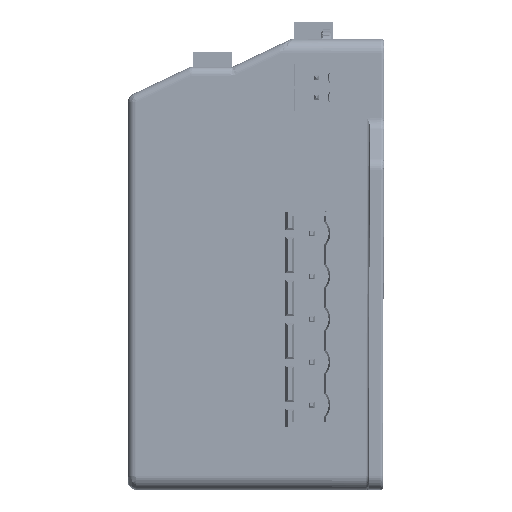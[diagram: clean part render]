
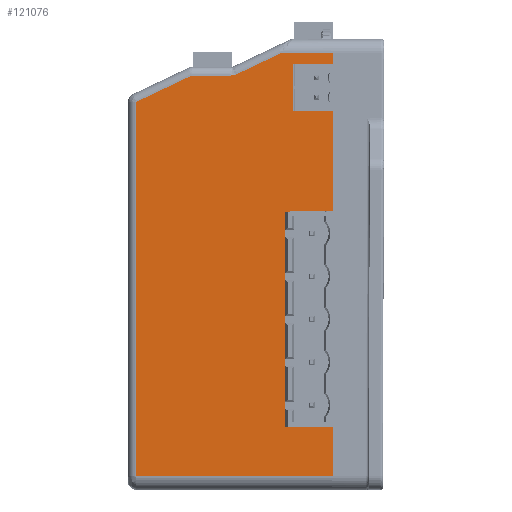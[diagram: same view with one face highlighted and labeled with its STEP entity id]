
A CAD part, left-side view. The second image highlights one B-rep face of the part: STEP entity #121076.
In plain terms, the highlighted face is planar.
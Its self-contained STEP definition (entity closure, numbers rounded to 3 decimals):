
#1224 = ORIENTED_EDGE ( 'NONE', *, *, #123195, .T. ) ;
#2032 = CARTESIAN_POINT ( 'NONE',  ( 150., 7.7, -11.125 ) ) ;
#3094 =( BOUNDED_CURVE ( )  B_SPLINE_CURVE ( 3, ( #110436, #119550, #56839, #57716 ),
 .UNSPECIFIED., .F., .F. ) 
 B_SPLINE_CURVE_WITH_KNOTS ( ( 4, 4 ),
 ( 0., 1. ),
 .UNSPECIFIED. ) 
 CURVE ( )  GEOMETRIC_REPRESENTATION_ITEM ( )  RATIONAL_B_SPLINE_CURVE ( ( 1., 0.984, 0.984, 1. ) ) 
 REPRESENTATION_ITEM ( '' )  );
#3151 = ORIENTED_EDGE ( 'NONE', *, *, #122701, .T. ) ;
#3199 = ORIENTED_EDGE ( 'NONE', *, *, #71586, .T. ) ;
#3489 = CARTESIAN_POINT ( 'NONE',  ( 150., 0., 0. ) ) ;
#3495 = ORIENTED_EDGE ( 'NONE', *, *, #51770, .T. ) ;
#5399 = VERTEX_POINT ( 'NONE', #23296 ) ;
#6992 = LINE ( 'NONE', #73976, #120534 ) ;
#8082 = EDGE_CURVE ( 'NONE', #108023, #110129, #131372, .T. ) ;
#8628 = LINE ( 'NONE', #17554, #63725 ) ;
#10653 = DIRECTION ( 'NONE',  ( 0., -1., 0. ) ) ;
#10737 = VECTOR ( 'NONE', #90783, 1000. ) ;
#11139 = ORIENTED_EDGE ( 'NONE', *, *, #42420, .F. ) ;
#12401 = VECTOR ( 'NONE', #118907, 1000. ) ;
#13598 = CARTESIAN_POINT ( 'NONE',  ( 150., 0., -2.5 ) ) ;
#17554 = CARTESIAN_POINT ( 'NONE',  ( 150., 9.261, -77.5 ) ) ;
#18627 = CARTESIAN_POINT ( 'NONE',  ( 150., 0., 0. ) ) ;
#18912 = VERTEX_POINT ( 'NONE', #2032 ) ;
#19740 = DIRECTION ( 'NONE',  ( 0., -1., 0. ) ) ;
#21157 = ORIENTED_EDGE ( 'NONE', *, *, #28444, .T. ) ;
#21264 = VECTOR ( 'NONE', #64472, 1000. ) ;
#22589 = DIRECTION ( 'NONE',  ( 0., 0., -1. ) ) ;
#22645 = CARTESIAN_POINT ( 'NONE',  ( 150., 35., 0. ) ) ;
#23086 = ORIENTED_EDGE ( 'NONE', *, *, #105424, .T. ) ;
#23296 = CARTESIAN_POINT ( 'NONE',  ( 150., 18.339, -73.5 ) ) ;
#25499 = ORIENTED_EDGE ( 'NONE', *, *, #106596, .T. ) ;
#26465 = CARTESIAN_POINT ( 'NONE',  ( 150., 0., -67.225 ) ) ;
#26878 = EDGE_CURVE ( 'NONE', #96232, #50169, #26936, .T. ) ;
#26936 = LINE ( 'NONE', #81716, #10737 ) ;
#28444 = EDGE_CURVE ( 'NONE', #53595, #33872, #33224, .T. ) ;
#28966 = VECTOR ( 'NONE', #57283, 1000. ) ;
#29256 = VERTEX_POINT ( 'NONE', #13598 ) ;
#29510 = DIRECTION ( 'NONE',  ( 0., 0., -1. ) ) ;
#29738 = EDGE_CURVE ( 'NONE', #50685, #18912, #56377, .T. ) ;
#31901 = ORIENTED_EDGE ( 'NONE', *, *, #26878, .T. ) ;
#33224 = LINE ( 'NONE', #34965, #104763 ) ;
#33358 = EDGE_CURVE ( 'NONE', #5399, #44281, #3094, .T. ) ;
#33737 = LINE ( 'NONE', #113678, #75829 ) ;
#33827 = VECTOR ( 'NONE', #108238, 1000. ) ;
#33872 = VERTEX_POINT ( 'NONE', #67580 ) ;
#34543 = CARTESIAN_POINT ( 'NONE',  ( 150., 7., -67.225 ) ) ;
#34965 = CARTESIAN_POINT ( 'NONE',  ( 150., 0., -75.525 ) ) ;
#35579 = CARTESIAN_POINT ( 'NONE',  ( 150., 25.161, -73.5 ) ) ;
#37222 = VECTOR ( 'NONE', #22589, 1000. ) ;
#39083 = AXIS2_PLACEMENT_3D ( 'NONE', #3489, #107356, #85959 ) ;
#40671 = VECTOR ( 'NONE', #109685, 1000. ) ;
#40741 = VERTEX_POINT ( 'NONE', #103010 ) ;
#42420 = EDGE_CURVE ( 'NONE', #55729, #131104, #86020, .T. ) ;
#43606 = ORIENTED_EDGE ( 'NONE', *, *, #8082, .T. ) ;
#43887 = CARTESIAN_POINT ( 'NONE',  ( 150., 0., 0. ) ) ;
#44281 = VERTEX_POINT ( 'NONE', #92168 ) ;
#44404 = LINE ( 'NONE', #47577, #73651 ) ;
#45002 = ORIENTED_EDGE ( 'NONE', *, *, #128074, .T. ) ;
#45382 = DIRECTION ( 'NONE',  ( 0., -1., 0. ) ) ;
#47577 = CARTESIAN_POINT ( 'NONE',  ( 150., 7., 0. ) ) ;
#49651 = LINE ( 'NONE', #55755, #12401 ) ;
#50169 = VERTEX_POINT ( 'NONE', #105317 ) ;
#50685 = VERTEX_POINT ( 'NONE', #117373 ) ;
#51084 = DIRECTION ( 'NONE',  ( 0., 1., 0. ) ) ;
#51770 = EDGE_CURVE ( 'NONE', #129390, #108023, #83590, .T. ) ;
#52448 = LINE ( 'NONE', #63585, #107719 ) ;
#53320 = LINE ( 'NONE', #35579, #33827 ) ;
#53595 = VERTEX_POINT ( 'NONE', #64763 ) ;
#55729 = VERTEX_POINT ( 'NONE', #70440 ) ;
#55755 = CARTESIAN_POINT ( 'NONE',  ( 150., 7.7, 0. ) ) ;
#56377 = LINE ( 'NONE', #81027, #59598 ) ;
#56636 = EDGE_LOOP ( 'NONE', ( #21157, #25499, #31901, #1224, #116139, #23086, #61507, #11139, #3199, #96867, #94725, #130586, #45002, #3495, #43606, #3151 ) ) ;
#56839 = CARTESIAN_POINT ( 'NONE',  ( 150., 17.454, -73.599 ) ) ;
#57283 = DIRECTION ( 'NONE',  ( 0., 1., 0. ) ) ;
#57716 = CARTESIAN_POINT ( 'NONE',  ( 150., 17.049, -73.791 ) ) ;
#58302 = DIRECTION ( 'NONE',  ( 0., 0.903, 0.43 ) ) ;
#58317 = EDGE_CURVE ( 'NONE', #40741, #131104, #53320, .T. ) ;
#59598 = VECTOR ( 'NONE', #51084, 1000. ) ;
#60266 = EDGE_CURVE ( 'NONE', #18912, #134440, #49651, .T. ) ;
#61507 = ORIENTED_EDGE ( 'NONE', *, *, #58317, .T. ) ;
#63585 = CARTESIAN_POINT ( 'NONE',  ( 150., 0., -49.375 ) ) ;
#63725 = VECTOR ( 'NONE', #58302, 1000. ) ;
#64472 = DIRECTION ( 'NONE',  ( 0., 1., 0. ) ) ;
#64763 = CARTESIAN_POINT ( 'NONE',  ( 150., 7., -75.525 ) ) ;
#67580 = CARTESIAN_POINT ( 'NONE',  ( 150., 0., -75.525 ) ) ;
#70440 = CARTESIAN_POINT ( 'NONE',  ( 150., 35., -2.5 ) ) ;
#71511 = CARTESIAN_POINT ( 'NONE',  ( 150., 35., -68.815 ) ) ;
#71586 = EDGE_CURVE ( 'NONE', #55729, #29256, #33737, .T. ) ;
#73651 = VECTOR ( 'NONE', #132949, 1000. ) ;
#73976 = CARTESIAN_POINT ( 'NONE',  ( 150., 0., 0. ) ) ;
#75059 = PLANE ( 'NONE',  #39083 ) ;
#75829 = VECTOR ( 'NONE', #19740, 1000. ) ;
#81027 = CARTESIAN_POINT ( 'NONE',  ( 150., 0., -11.125 ) ) ;
#81716 = CARTESIAN_POINT ( 'NONE',  ( 150., 0., -77.5 ) ) ;
#83549 = EDGE_CURVE ( 'NONE', #29256, #50685, #6992, .T. ) ;
#83590 = LINE ( 'NONE', #18627, #101478 ) ;
#84430 = DIRECTION ( 'NONE',  ( 0., 0., -1. ) ) ;
#85959 = DIRECTION ( 'NONE',  ( 0., 0., -1. ) ) ;
#86020 = LINE ( 'NONE', #22645, #40671 ) ;
#90783 = DIRECTION ( 'NONE',  ( 0., 1., 0. ) ) ;
#92168 = CARTESIAN_POINT ( 'NONE',  ( 150., 17.049, -73.791 ) ) ;
#92681 = LINE ( 'NONE', #95393, #21264 ) ;
#94135 = CARTESIAN_POINT ( 'NONE',  ( 150., 0., -67.225 ) ) ;
#94725 = ORIENTED_EDGE ( 'NONE', *, *, #29738, .T. ) ;
#95393 = CARTESIAN_POINT ( 'NONE',  ( 150., 0., -73.5 ) ) ;
#96232 = VERTEX_POINT ( 'NONE', #105437 ) ;
#96867 = ORIENTED_EDGE ( 'NONE', *, *, #83549, .T. ) ;
#98946 = LINE ( 'NONE', #43887, #37222 ) ;
#101478 = VECTOR ( 'NONE', #29510, 1000. ) ;
#103010 = CARTESIAN_POINT ( 'NONE',  ( 150., 25.161, -73.5 ) ) ;
#104763 = VECTOR ( 'NONE', #45382, 1000. ) ;
#105317 = CARTESIAN_POINT ( 'NONE',  ( 150., 9.261, -77.5 ) ) ;
#105424 = EDGE_CURVE ( 'NONE', #5399, #40741, #92681, .T. ) ;
#105437 = CARTESIAN_POINT ( 'NONE',  ( 150., 0., -77.5 ) ) ;
#106596 = EDGE_CURVE ( 'NONE', #33872, #96232, #98946, .T. ) ;
#107356 = DIRECTION ( 'NONE',  ( 1., 0., 0. ) ) ;
#107719 = VECTOR ( 'NONE', #10653, 1000. ) ;
#108023 = VERTEX_POINT ( 'NONE', #94135 ) ;
#108238 = DIRECTION ( 'NONE',  ( 0., 0.903, 0.43 ) ) ;
#109685 = DIRECTION ( 'NONE',  ( 0., 0., -1. ) ) ;
#110129 = VERTEX_POINT ( 'NONE', #34543 ) ;
#110436 = CARTESIAN_POINT ( 'NONE',  ( 150., 18.339, -73.5 ) ) ;
#113678 = CARTESIAN_POINT ( 'NONE',  ( 150., 0., -2.5 ) ) ;
#116139 = ORIENTED_EDGE ( 'NONE', *, *, #33358, .F. ) ;
#117373 = CARTESIAN_POINT ( 'NONE',  ( 150., 0., -11.125 ) ) ;
#118907 = DIRECTION ( 'NONE',  ( 0., 0., -1. ) ) ;
#119550 = CARTESIAN_POINT ( 'NONE',  ( 150., 17.891, -73.5 ) ) ;
#120534 = VECTOR ( 'NONE', #84430, 1000. ) ;
#120973 = FACE_OUTER_BOUND ( 'NONE', #56636, .T. ) ;
#121076 = ADVANCED_FACE ( 'NONE', ( #120973 ), #75059, .T. ) ;
#122701 = EDGE_CURVE ( 'NONE', #110129, #53595, #44404, .T. ) ;
#123195 = EDGE_CURVE ( 'NONE', #50169, #44281, #8628, .T. ) ;
#125706 = CARTESIAN_POINT ( 'NONE',  ( 150., 7.7, -49.375 ) ) ;
#128074 = EDGE_CURVE ( 'NONE', #134440, #129390, #52448, .T. ) ;
#129390 = VERTEX_POINT ( 'NONE', #129993 ) ;
#129993 = CARTESIAN_POINT ( 'NONE',  ( 150., 0., -49.375 ) ) ;
#130586 = ORIENTED_EDGE ( 'NONE', *, *, #60266, .T. ) ;
#131104 = VERTEX_POINT ( 'NONE', #71511 ) ;
#131372 = LINE ( 'NONE', #26465, #28966 ) ;
#132949 = DIRECTION ( 'NONE',  ( 0., 0., -1. ) ) ;
#134440 = VERTEX_POINT ( 'NONE', #125706 ) ;
